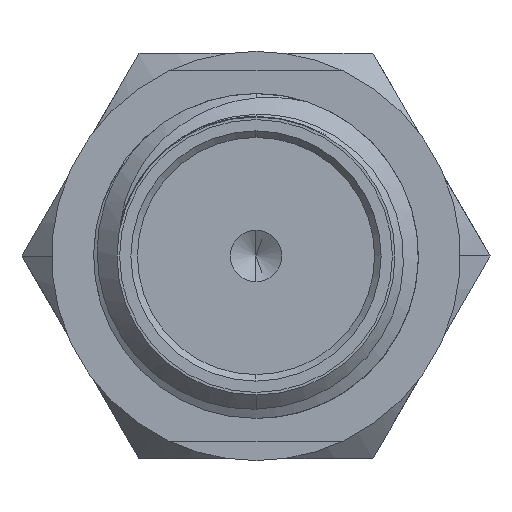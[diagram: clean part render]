
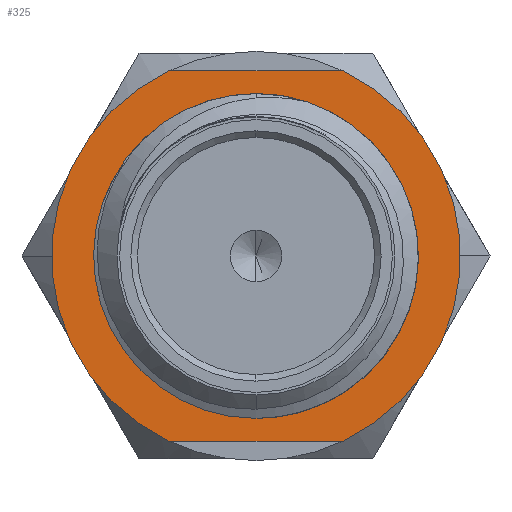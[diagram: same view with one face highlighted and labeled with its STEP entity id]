
A CAD part, left-side view. The second image highlights one B-rep face of the part: STEP entity #325.
In plain terms, the highlighted planar face has unit normal (-1, 0, 0).
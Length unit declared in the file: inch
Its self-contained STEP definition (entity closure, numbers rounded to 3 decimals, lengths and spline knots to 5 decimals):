
#11 = EDGE_LOOP ( 'NONE', ( #6505, #3560, #5964, #6251 ) ) ;
#109 = LINE ( 'NONE', #6170, #5194 ) ;
#304 = PLANE ( 'NONE',  #5007 ) ;
#325 = ADVANCED_FACE ( 'NONE', ( #4398 ), #304, .F. ) ;
#616 = CARTESIAN_POINT ( 'NONE',  ( -0.28087, 0.06708, 0.14248 ) ) ;
#701 = DIRECTION ( 'NONE',  ( 1., 0., 0. ) ) ;
#1211 = EDGE_CURVE ( 'NONE', #4947, #1368, #1544, .T. ) ;
#1308 = AXIS2_PLACEMENT_3D ( 'NONE', #3649, #701, #2724 ) ;
#1368 = VERTEX_POINT ( 'NONE', #616 ) ;
#1544 = CIRCLE ( 'NONE', #5012, 0.15748 ) ;
#1969 = EDGE_CURVE ( 'NONE', #5448, #4947, #3236, .T. ) ;
#2724 = DIRECTION ( 'NONE',  ( 0., 0., -1. ) ) ;
#2761 = CARTESIAN_POINT ( 'NONE',  ( -0.28087, -0.06708, -0.14248 ) ) ;
#3236 = LINE ( 'NONE', #3275, #4142 ) ;
#3275 = CARTESIAN_POINT ( 'NONE',  ( -0.28087, 0., -0.14248 ) ) ;
#3288 = CARTESIAN_POINT ( 'NONE',  ( -0.28087, -0.06708, 0.14248 ) ) ;
#3316 = CARTESIAN_POINT ( 'NONE',  ( -0.28087, 0.06708, -0.14248 ) ) ;
#3361 = CARTESIAN_POINT ( 'NONE',  ( -0.28087, 0., 0. ) ) ;
#3378 = DIRECTION ( 'NONE',  ( 0., 1., 0. ) ) ;
#3560 = ORIENTED_EDGE ( 'NONE', *, *, #6273, .F. ) ;
#3649 = CARTESIAN_POINT ( 'NONE',  ( -0.28087, 0., 0. ) ) ;
#3924 = CARTESIAN_POINT ( 'NONE',  ( -0.28087, 0., 0. ) ) ;
#4142 = VECTOR ( 'NONE', #3378, 39.37008 ) ;
#4223 = CIRCLE ( 'NONE', #1308, 0.15748 ) ;
#4398 = FACE_OUTER_BOUND ( 'NONE', #11, .T. ) ;
#4947 = VERTEX_POINT ( 'NONE', #3316 ) ;
#5007 = AXIS2_PLACEMENT_3D ( 'NONE', #3924, #5348, #5994 ) ;
#5012 = AXIS2_PLACEMENT_3D ( 'NONE', #3361, #5963, #6449 ) ;
#5194 = VECTOR ( 'NONE', #5790, 39.37008 ) ;
#5348 = DIRECTION ( 'NONE',  ( 1., 0., 0. ) ) ;
#5448 = VERTEX_POINT ( 'NONE', #2761 ) ;
#5790 = DIRECTION ( 'NONE',  ( 0., -1., 0. ) ) ;
#5963 = DIRECTION ( 'NONE',  ( 1., 0., 0. ) ) ;
#5964 = ORIENTED_EDGE ( 'NONE', *, *, #6590, .F. ) ;
#5994 = DIRECTION ( 'NONE',  ( 0., 0., -1. ) ) ;
#6170 = CARTESIAN_POINT ( 'NONE',  ( -0.28087, 0., 0.14248 ) ) ;
#6251 = ORIENTED_EDGE ( 'NONE', *, *, #1211, .F. ) ;
#6273 = EDGE_CURVE ( 'NONE', #6649, #5448, #4223, .T. ) ;
#6449 = DIRECTION ( 'NONE',  ( 0., 0., -1. ) ) ;
#6505 = ORIENTED_EDGE ( 'NONE', *, *, #1969, .F. ) ;
#6590 = EDGE_CURVE ( 'NONE', #1368, #6649, #109, .T. ) ;
#6649 = VERTEX_POINT ( 'NONE', #3288 ) ;
